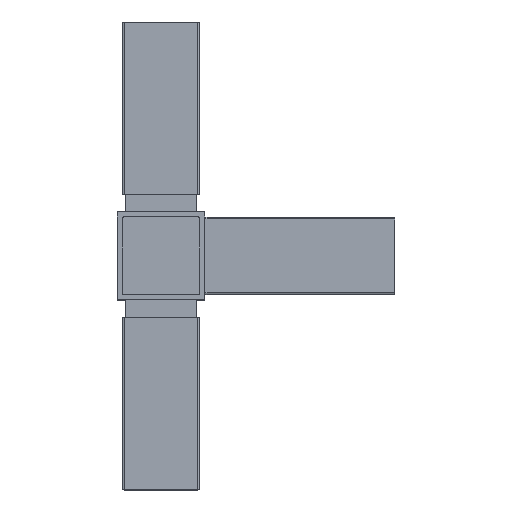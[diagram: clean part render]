
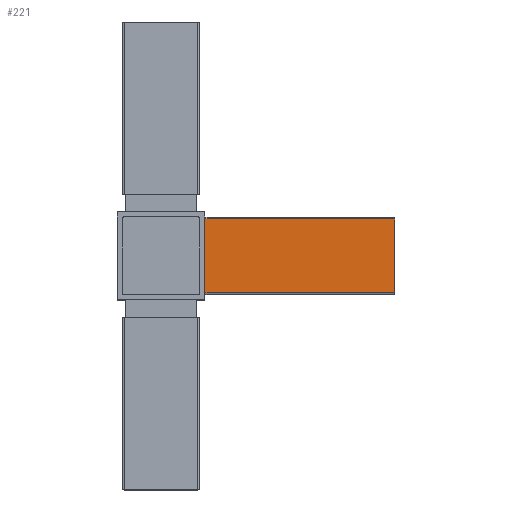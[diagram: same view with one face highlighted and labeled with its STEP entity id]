
A CAD part, top view. The second image highlights one B-rep face of the part: STEP entity #221.
In plain terms, the highlighted planar face has unit normal (0, 0, 1).
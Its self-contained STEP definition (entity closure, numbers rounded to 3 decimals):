
#221 = ADVANCED_FACE( '', ( #451 ), #452, .F. );
#451 = FACE_OUTER_BOUND( '', #680, .T. );
#452 = PLANE( '', #681 );
#680 = EDGE_LOOP( '', ( #1278, #1279, #1280, #1281 ) );
#681 = AXIS2_PLACEMENT_3D( '', #1282, #1283, #1284 );
#1278 = ORIENTED_EDGE( '', *, *, #1476, .T. );
#1279 = ORIENTED_EDGE( '', *, *, #1587, .T. );
#1280 = ORIENTED_EDGE( '', *, *, #1571, .F. );
#1281 = ORIENTED_EDGE( '', *, *, #1564, .F. );
#1282 = CARTESIAN_POINT( '', ( 66.5, 10.5, 11. ) );
#1283 = DIRECTION( '', ( 0., 0., -1. ) );
#1284 = DIRECTION( '', ( -1., 0., 0. ) );
#1476 = EDGE_CURVE( '', #1812, #1810, #1813, .T. );
#1564 = EDGE_CURVE( '', #1812, #1932, #1933, .T. );
#1571 = EDGE_CURVE( '', #1932, #1940, #1941, .T. );
#1587 = EDGE_CURVE( '', #1810, #1940, #1958, .T. );
#1810 = VERTEX_POINT( '', #2257 );
#1812 = VERTEX_POINT( '', #2259 );
#1813 = LINE( '', #2260, #2261 );
#1932 = VERTEX_POINT( '', #2430 );
#1933 = LINE( '', #2431, #2432 );
#1940 = VERTEX_POINT( '', #2442 );
#1941 = LINE( '', #2443, #2444 );
#1958 = LINE( '', #2465, #2466 );
#2257 = CARTESIAN_POINT( '', ( 12.5, 10.5, 11. ) );
#2259 = CARTESIAN_POINT( '', ( 66.5, 10.5, 11. ) );
#2260 = CARTESIAN_POINT( '', ( 66.5, 10.5, 11. ) );
#2261 = VECTOR( '', #2633, 1000. );
#2430 = CARTESIAN_POINT( '', ( 66.5, -10.5, 11. ) );
#2431 = CARTESIAN_POINT( '', ( 66.5, 10.5, 11. ) );
#2432 = VECTOR( '', #2714, 1000. );
#2442 = CARTESIAN_POINT( '', ( 12.5, -10.5, 11. ) );
#2443 = CARTESIAN_POINT( '', ( 66.5, -10.5, 11. ) );
#2444 = VECTOR( '', #2721, 1000. );
#2465 = CARTESIAN_POINT( '', ( 12.5, 12.5, 11. ) );
#2466 = VECTOR( '', #2738, 1000. );
#2633 = DIRECTION( '', ( -1., 0., 0. ) );
#2714 = DIRECTION( '', ( 0., -1., 0. ) );
#2721 = DIRECTION( '', ( -1., 0., 0. ) );
#2738 = DIRECTION( '', ( 0., -1., 0. ) );
